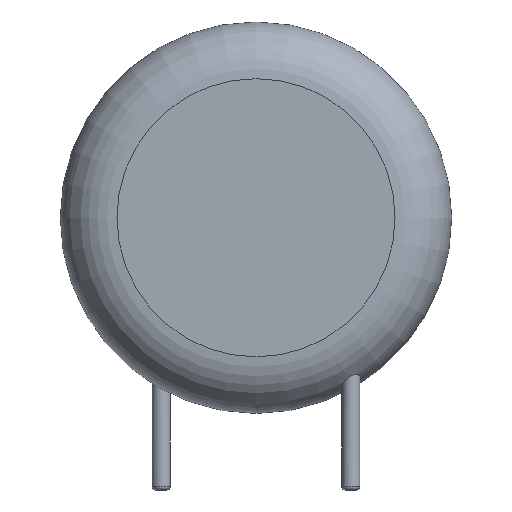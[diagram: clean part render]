
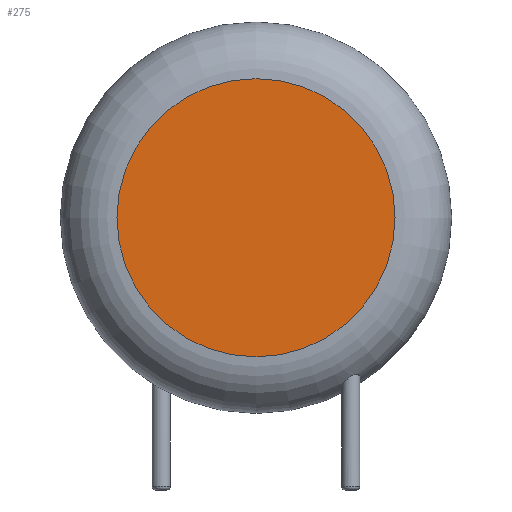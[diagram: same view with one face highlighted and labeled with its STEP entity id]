
A CAD part, front view. The second image highlights one B-rep face of the part: STEP entity #275.
In plain terms, the highlighted planar face has unit normal (0, -1, 0).
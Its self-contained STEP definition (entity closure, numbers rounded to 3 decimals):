
#146 = VERTEX_POINT('',#147);
#147 = CARTESIAN_POINT('',(9.256,-3.325,7.78));
#154 = EDGE_CURVE('',#146,#146,#155,.T.);
#155 = CIRCLE('',#156,5.506);
#156 = AXIS2_PLACEMENT_3D('',#157,#158,#159);
#157 = CARTESIAN_POINT('',(3.75,-3.325,7.78));
#158 = DIRECTION('',(0.,-1.,0.));
#159 = DIRECTION('',(1.,0.,0.));
#275 = ADVANCED_FACE('',(#276),#279,.T.);
#276 = FACE_BOUND('',#277,.T.);
#277 = EDGE_LOOP('',(#278));
#278 = ORIENTED_EDGE('',*,*,#154,.T.);
#279 = PLANE('',#280);
#280 = AXIS2_PLACEMENT_3D('',#281,#282,#283);
#281 = CARTESIAN_POINT('',(3.75,-3.325,7.78));
#282 = DIRECTION('',(0.,-1.,0.));
#283 = DIRECTION('',(0.,0.,-1.));
